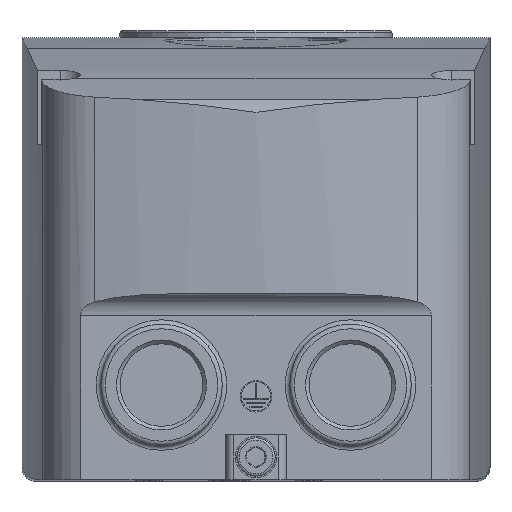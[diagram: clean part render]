
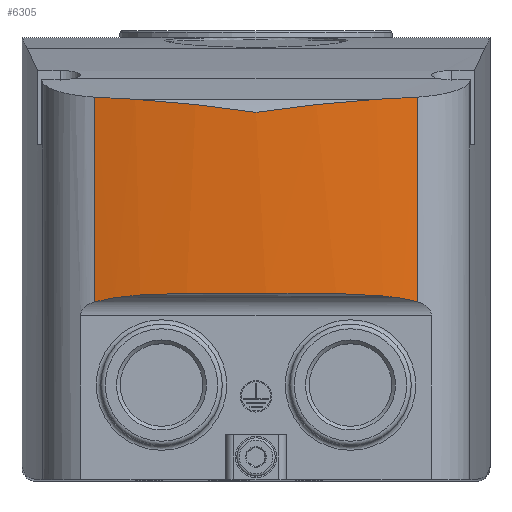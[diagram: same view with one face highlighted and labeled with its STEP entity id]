
A CAD part, top view. The second image highlights one B-rep face of the part: STEP entity #6305.
In plain terms, the highlighted cylindrical face has radius 165 mm (diameter 330 mm), a partial arc.
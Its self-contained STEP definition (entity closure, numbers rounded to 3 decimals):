
#136=B_SPLINE_CURVE_WITH_KNOTS('',3,(#9768,#9769,#9770,#9771),
 .UNSPECIFIED.,.F.,.F.,(4,4),(0.,0.009),
 .UNSPECIFIED.);
#137=B_SPLINE_CURVE_WITH_KNOTS('',3,(#9775,#9776,#9777,#9778),
 .UNSPECIFIED.,.F.,.F.,(4,4),(0.,0.009),.UNSPECIFIED.);
#147=B_SPLINE_CURVE_WITH_KNOTS('',3,(#9957,#9958,#9959,#9960,#9961,#9962,
#9963,#9964,#9965,#9966,#9967,#9968,#9969),.UNSPECIFIED.,.F.,.F.,(4,1,1,
1,1,1,1,1,1,1,4),(0.,0.005,0.009,0.018,
0.027,0.036,0.045,0.054,
0.064,0.068,0.073),.UNSPECIFIED.);
#148=B_SPLINE_CURVE_WITH_KNOTS('',3,(#9973,#9974,#9975,#9976,#9977),
 .UNSPECIFIED.,.F.,.F.,(4,1,4),(0.,0.014,0.027),
 .UNSPECIFIED.);
#149=B_SPLINE_CURVE_WITH_KNOTS('',3,(#9979,#9980,#9981,#9982,#9983),
 .UNSPECIFIED.,.F.,.F.,(4,1,4),(0.,0.014,0.027),
 .UNSPECIFIED.);
#203=CYLINDRICAL_SURFACE('',#6804,165.);
#400=LINE('',#9972,#898);
#401=LINE('',#9984,#899);
#898=VECTOR('',#7688,1000.);
#899=VECTOR('',#7689,1000.);
#1496=ORIENTED_EDGE('',*,*,#3206,.F.);
#1497=ORIENTED_EDGE('',*,*,#3207,.F.);
#1498=ORIENTED_EDGE('',*,*,#3178,.T.);
#1499=ORIENTED_EDGE('',*,*,#3208,.T.);
#1500=ORIENTED_EDGE('',*,*,#3209,.T.);
#1501=ORIENTED_EDGE('',*,*,#3176,.T.);
#1502=ORIENTED_EDGE('',*,*,#3210,.T.);
#3176=EDGE_CURVE('',#4036,#4035,#136,.T.);
#3178=EDGE_CURVE('',#4038,#4037,#137,.T.);
#3206=EDGE_CURVE('',#4055,#4056,#147,.T.);
#3207=EDGE_CURVE('',#4038,#4055,#400,.T.);
#3208=EDGE_CURVE('',#4037,#4057,#148,.T.);
#3209=EDGE_CURVE('',#4057,#4036,#149,.F.);
#3210=EDGE_CURVE('',#4035,#4056,#401,.T.);
#4035=VERTEX_POINT('',#9767);
#4036=VERTEX_POINT('',#9772);
#4037=VERTEX_POINT('',#9774);
#4038=VERTEX_POINT('',#9779);
#4055=VERTEX_POINT('',#9970);
#4056=VERTEX_POINT('',#9971);
#4057=VERTEX_POINT('',#9978);
#4871=EDGE_LOOP('',(#1496,#1497,#1498,#1499,#1500,#1501,#1502));
#5473=FACE_BOUND('',#4871,.T.);
#6305=ADVANCED_FACE('',(#5473),#203,.T.);
#6804=AXIS2_PLACEMENT_3D('',#9956,#7686,#7687);
#7686=DIRECTION('',(0.,-1.,0.));
#7687=DIRECTION('',(0.,0.,-1.));
#7688=DIRECTION('',(0.,-1.,0.));
#7689=DIRECTION('',(0.,-1.,0.));
#9767=CARTESIAN_POINT('',(-35.826,84.979,127.064));
#9768=CARTESIAN_POINT('',(-26.813,84.495,128.807));
#9769=CARTESIAN_POINT('',(-29.835,84.634,128.309));
#9770=CARTESIAN_POINT('',(-32.839,84.796,127.728));
#9771=CARTESIAN_POINT('',(-35.826,84.979,127.064));
#9772=CARTESIAN_POINT('',(-26.813,84.495,128.807));
#9774=CARTESIAN_POINT('',(26.813,84.495,128.807));
#9775=CARTESIAN_POINT('',(35.826,84.979,127.064));
#9776=CARTESIAN_POINT('',(32.839,84.796,127.728));
#9777=CARTESIAN_POINT('',(29.835,84.634,128.309));
#9778=CARTESIAN_POINT('',(26.813,84.495,128.807));
#9779=CARTESIAN_POINT('',(35.826,84.979,127.064));
#9956=CARTESIAN_POINT('',(0.,98.4,-34.));
#9957=CARTESIAN_POINT('',(35.826,39.521,127.064));
#9958=CARTESIAN_POINT('',(34.391,39.929,127.383));
#9959=CARTESIAN_POINT('',(31.476,40.475,127.991));
#9960=CARTESIAN_POINT('',(25.542,41.107,129.06));
#9961=CARTESIAN_POINT('',(18.04,41.386,130.094));
#9962=CARTESIAN_POINT('',(9.044,41.443,130.834));
#9963=CARTESIAN_POINT('',(0.022,41.436,131.082));
#9964=CARTESIAN_POINT('',(-9.011,41.443,130.837));
#9965=CARTESIAN_POINT('',(-18.08,41.385,130.09));
#9966=CARTESIAN_POINT('',(-25.552,41.105,129.058));
#9967=CARTESIAN_POINT('',(-31.459,40.477,127.994));
#9968=CARTESIAN_POINT('',(-34.38,39.932,127.385));
#9969=CARTESIAN_POINT('',(-35.826,39.521,127.064));
#9970=CARTESIAN_POINT('',(35.826,39.521,127.064));
#9971=CARTESIAN_POINT('',(-35.826,39.521,127.064));
#9972=CARTESIAN_POINT('',(35.826,98.4,127.064));
#9973=CARTESIAN_POINT('',(26.813,84.495,128.807));
#9974=CARTESIAN_POINT('',(22.355,84.29,129.541));
#9975=CARTESIAN_POINT('',(13.413,83.414,130.637));
#9976=CARTESIAN_POINT('',(4.48,82.21,131.));
#9977=CARTESIAN_POINT('',(0.,81.606,131.));
#9978=CARTESIAN_POINT('',(0.,81.606,131.));
#9979=CARTESIAN_POINT('',(-26.813,84.495,128.807));
#9980=CARTESIAN_POINT('',(-22.355,84.29,129.541));
#9981=CARTESIAN_POINT('',(-13.413,83.414,130.637));
#9982=CARTESIAN_POINT('',(-4.48,82.21,131.));
#9983=CARTESIAN_POINT('',(0.,81.606,131.));
#9984=CARTESIAN_POINT('',(-35.826,98.4,127.064));
